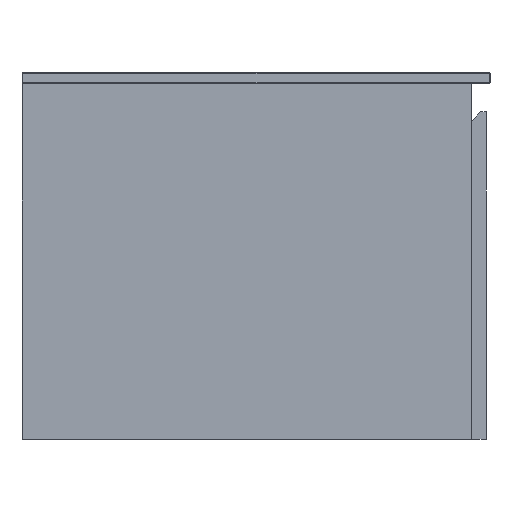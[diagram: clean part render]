
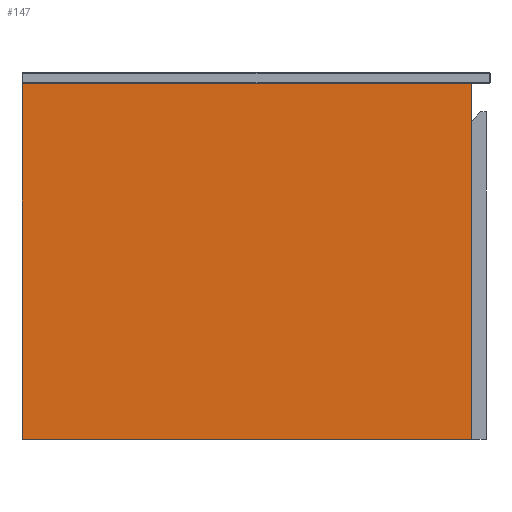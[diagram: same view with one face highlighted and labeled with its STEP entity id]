
A CAD part, left-side view. The second image highlights one B-rep face of the part: STEP entity #147.
In plain terms, the highlighted planar face has unit normal (-1, 0, 0).
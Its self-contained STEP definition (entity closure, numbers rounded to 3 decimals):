
#147=ADVANCED_FACE('',(#197),#761,.T.);
#197=FACE_OUTER_BOUND('',#247,.T.);
#247=EDGE_LOOP('',(#314,#315,#316,#317));
#314=ORIENTED_EDGE('',*,*,#519,.F.);
#315=ORIENTED_EDGE('',*,*,#506,.T.);
#316=ORIENTED_EDGE('',*,*,#517,.T.);
#317=ORIENTED_EDGE('',*,*,#518,.F.);
#506=EDGE_CURVE('',#699,#698,#610,.T.);
#517=EDGE_CURVE('',#698,#706,#621,.T.);
#518=EDGE_CURVE('',#707,#706,#622,.T.);
#519=EDGE_CURVE('',#699,#707,#623,.T.);
#610=B_SPLINE_CURVE_WITH_KNOTS('',1,(#1082,#1083),.UNSPECIFIED.,.F.,.F.,
(2,2),(-380.,0.),.UNSPECIFIED.);
#621=B_SPLINE_CURVE_WITH_KNOTS('',1,(#1104,#1105),.UNSPECIFIED.,.F.,.F.,
(2,2),(-480.,0.),.UNSPECIFIED.);
#622=B_SPLINE_CURVE_WITH_KNOTS('',1,(#1106,#1107),.UNSPECIFIED.,.F.,.F.,
(2,2),(-380.,0.),.UNSPECIFIED.);
#623=B_SPLINE_CURVE_WITH_KNOTS('',1,(#1108,#1109),.UNSPECIFIED.,.F.,.F.,
(2,2),(-480.,0.),.UNSPECIFIED.);
#698=VERTEX_POINT('',#1062);
#699=VERTEX_POINT('',#1063);
#706=VERTEX_POINT('',#1070);
#707=VERTEX_POINT('',#1071);
#761=PLANE('',#920);
#920=AXIS2_PLACEMENT_3D('',#1051,#983,$);
#983=DIRECTION('',(-1.,0.,0.));
#1051=CARTESIAN_POINT('',(-894.,-228.,528.));
#1062=CARTESIAN_POINT('',(-894.,190.,480.));
#1063=CARTESIAN_POINT('',(-894.,-190.,480.));
#1070=CARTESIAN_POINT('',(-894.,190.,0.));
#1071=CARTESIAN_POINT('',(-894.,-190.,0.));
#1082=CARTESIAN_POINT('',(-894.,-190.,480.));
#1083=CARTESIAN_POINT('',(-894.,190.,480.));
#1104=CARTESIAN_POINT('',(-894.,190.,480.));
#1105=CARTESIAN_POINT('',(-894.,190.,0.));
#1106=CARTESIAN_POINT('',(-894.,-190.,0.));
#1107=CARTESIAN_POINT('',(-894.,190.,0.));
#1108=CARTESIAN_POINT('',(-894.,-190.,480.));
#1109=CARTESIAN_POINT('',(-894.,-190.,0.));
